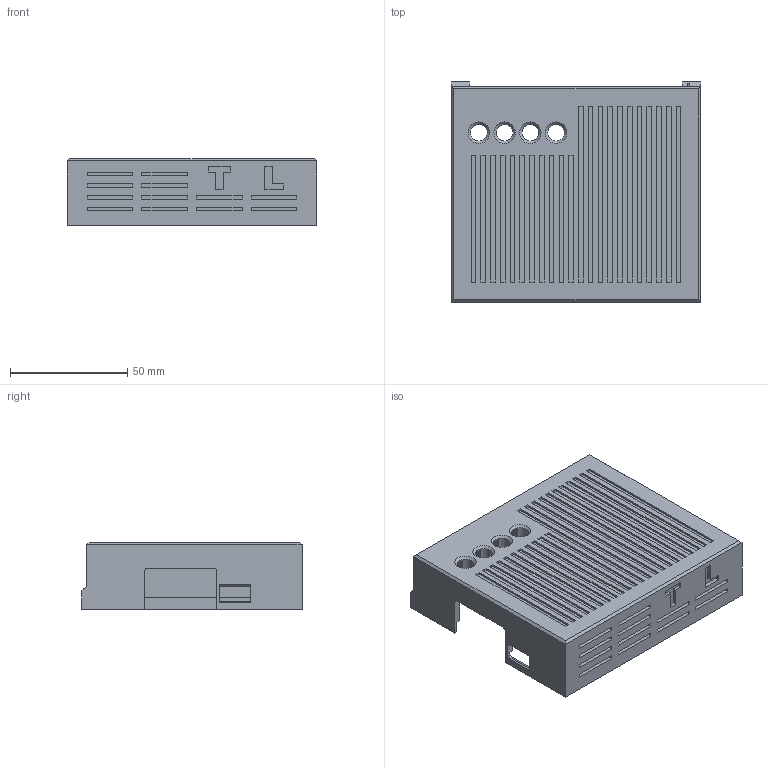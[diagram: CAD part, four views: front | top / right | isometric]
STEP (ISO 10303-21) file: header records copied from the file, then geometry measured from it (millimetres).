
FILE_DESCRIPTION(/* description */ (''),/* implementation_level */ '2;1');
FILE_NAME(/* name */ 'TinyLama_rev2.1_case_top.step',/* time_stamp */ '2023-04-25T10:38:04+02:00',/* author */ (''),/* organization */ (''),/* preprocessor_version */ 'ST-DEVELOPER v19.2',/* originating_system */ 'Autodesk Translation Framework v12.4.0.73',/* authorisation */ '');
FILE_SCHEMA (('AUTOMOTIVE_DESIGN { 1 0 10303 214 3 1 1 }'));
Length unit declared in the file: millimetre
Products named in the file (2): TinyLama_rev2.1; CaseTop
Assembly tree (1 placements, depth 2):
  TinyLama_rev2.1
    CaseTop
Bounding box: 106.6 x 94 x 28.6 mm (x, y, z)
Volume: 43190.5 mm3; surface area: 44993.1 mm2
Topology: 1 solids, 1 shells, 457 faces, 1304 edges, 866 vertices
Faces by surface type: plane 427, cylinder 26, cone 4
Full cylindrical faces by diameter (mm): 7.2 x4
Entity records: 14871 total; most frequent: CARTESIAN_POINT 2630, ORIENTED_EDGE 2608, DIRECTION 2344, EDGE_CURVE 1304, LINE 1184, VECTOR 1184, VERTEX_POINT 866, AXIS2_PLACEMENT_3D 580
